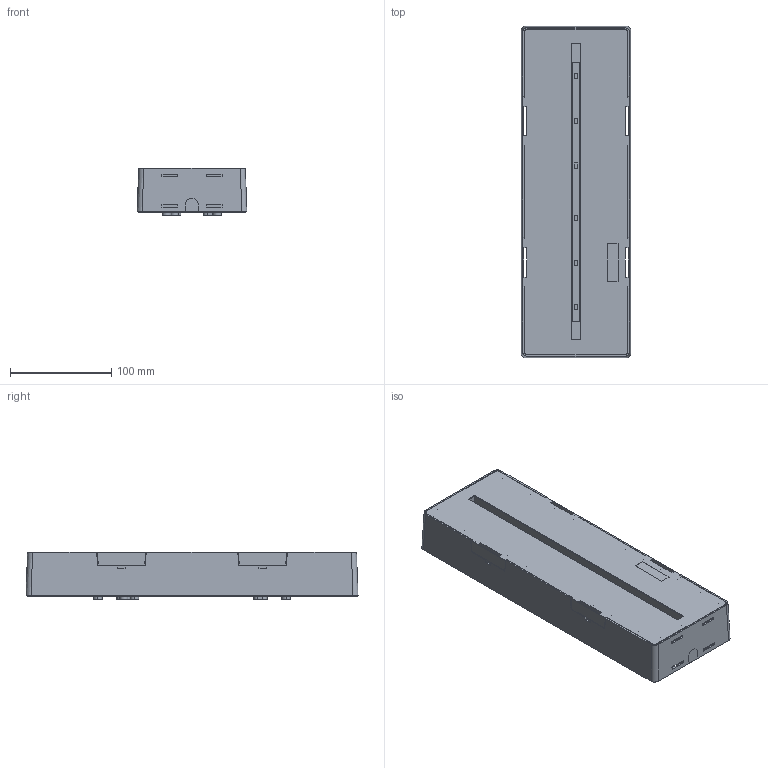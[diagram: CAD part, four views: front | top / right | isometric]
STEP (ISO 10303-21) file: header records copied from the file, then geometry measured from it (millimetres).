
FILE_DESCRIPTION('');
FILE_NAME('');
FILE_SCHEMA(('CONFIG_CONTROL_DESIGN'));
Length unit declared in the file: millimetre
Products named in the file (1): EN10077388
Bounding box: 108.4 x 328 x 46.5 mm (x, y, z)
Volume: 1172517 mm3; surface area: 253360.3 mm2
Topology: 5 solids, 5 shells, 568 faces, 1584 edges, 1032 vertices
Faces by surface type: plane 296, cylinder 231, bspline 20, torus 16, extrusion 5
Entity records: 18974 total; most frequent: CARTESIAN_POINT 5632, ORIENTED_EDGE 3168, DIRECTION 2024, EDGE_CURVE 1584, VERTEX_POINT 1032, VECTOR 948, LINE 943, AXIS2_PLACEMENT_3D 691
